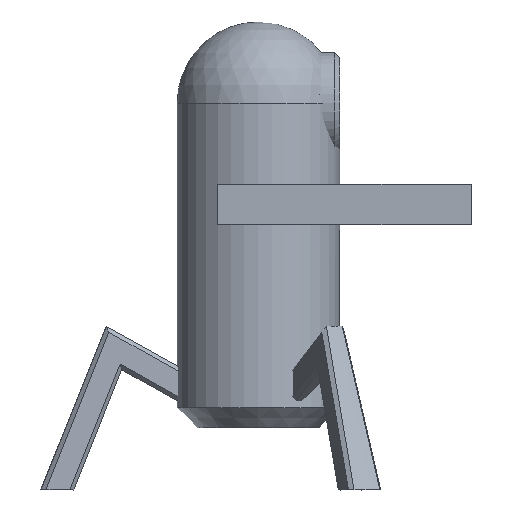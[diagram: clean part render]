
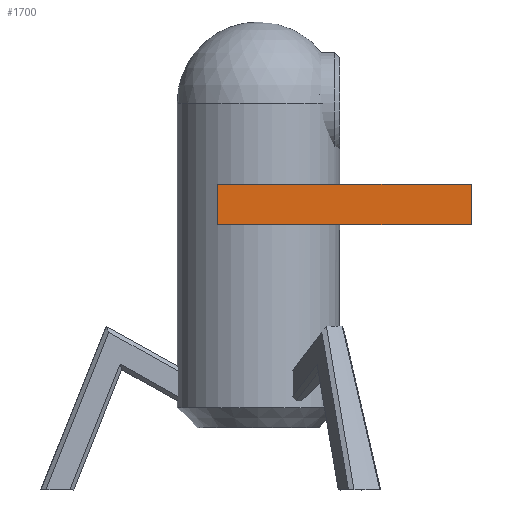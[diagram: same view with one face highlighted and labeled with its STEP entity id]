
A CAD part, front view. The second image highlights one B-rep face of the part: STEP entity #1700.
In plain terms, the highlighted planar face has unit normal (0, -1, 0).
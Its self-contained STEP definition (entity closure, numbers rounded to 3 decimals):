
#241=LINE('',#2796,#318);
#245=LINE('',#2803,#322);
#248=LINE('',#2809,#325);
#250=LINE('',#2812,#327);
#318=VECTOR('',#2144,10.);
#322=VECTOR('',#2150,10.);
#325=VECTOR('',#2155,10.);
#327=VECTOR('',#2159,10.);
#412=FACE_OUTER_BOUND('',#535,.T.);
#535=EDGE_LOOP('',(#1266,#1267,#1268,#1269));
#716=VERTEX_POINT('',#2793);
#717=VERTEX_POINT('',#2795);
#719=VERTEX_POINT('',#2801);
#721=VERTEX_POINT('',#2807);
#913=EDGE_CURVE('',#716,#717,#241,.T.);
#917=EDGE_CURVE('',#719,#716,#245,.T.);
#920=EDGE_CURVE('',#721,#719,#248,.T.);
#922=EDGE_CURVE('',#717,#721,#250,.T.);
#1266=ORIENTED_EDGE('',*,*,#922,.F.);
#1267=ORIENTED_EDGE('',*,*,#913,.F.);
#1268=ORIENTED_EDGE('',*,*,#917,.F.);
#1269=ORIENTED_EDGE('',*,*,#920,.F.);
#1591=PLANE('',#1867);
#1700=ADVANCED_FACE('',(#412),#1591,.F.);
#1867=AXIS2_PLACEMENT_3D('',#2813,#2160,#2161);
#2144=DIRECTION('',(-1.,0.,0.));
#2150=DIRECTION('',(0.,0.,-1.));
#2155=DIRECTION('',(1.,0.,0.));
#2159=DIRECTION('',(0.,0.,1.));
#2160=DIRECTION('center_axis',(0.,1.,0.));
#2161=DIRECTION('ref_axis',(0.,0.,1.));
#2793=CARTESIAN_POINT('',(1049.007,-550.,1000.));
#2795=CARTESIAN_POINT('',(-200.993,-550.,1000.));
#2796=CARTESIAN_POINT('',(1049.007,-550.,1000.));
#2801=CARTESIAN_POINT('',(1049.007,-550.,1200.));
#2803=CARTESIAN_POINT('',(1049.007,-550.,1200.));
#2807=CARTESIAN_POINT('',(-200.993,-550.,1200.));
#2809=CARTESIAN_POINT('',(-200.993,-550.,1200.));
#2812=CARTESIAN_POINT('',(-200.993,-550.,1000.));
#2813=CARTESIAN_POINT('Origin',(424.007,-550.,1100.));
